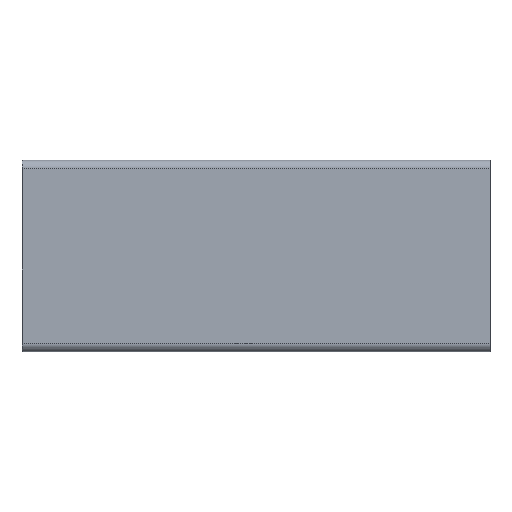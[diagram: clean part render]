
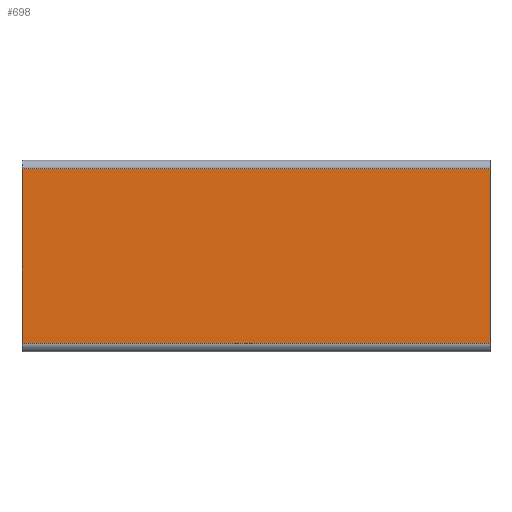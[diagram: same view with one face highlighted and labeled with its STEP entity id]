
A CAD part, top view. The second image highlights one B-rep face of the part: STEP entity #698.
In plain terms, the highlighted planar face has unit normal (0, 0, 1).
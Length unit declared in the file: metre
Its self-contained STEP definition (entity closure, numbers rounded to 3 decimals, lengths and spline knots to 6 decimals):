
#46=LINE('',#1080,#104);
#56=LINE('',#1115,#114);
#82=LINE('',#1191,#140);
#83=LINE('',#1192,#141);
#104=VECTOR('',#866,1.);
#114=VECTOR('',#892,1.);
#140=VECTOR('',#956,1.);
#141=VECTOR('',#957,1.);
#231=ORIENTED_EDGE('',*,*,#354,.F.);
#232=ORIENTED_EDGE('',*,*,#410,.T.);
#233=ORIENTED_EDGE('',*,*,#371,.T.);
#234=ORIENTED_EDGE('',*,*,#411,.T.);
#354=EDGE_CURVE('',#448,#449,#46,.T.);
#371=EDGE_CURVE('',#466,#465,#56,.T.);
#410=EDGE_CURVE('',#448,#466,#82,.F.);
#411=EDGE_CURVE('',#465,#449,#83,.T.);
#448=VERTEX_POINT('',#1079);
#449=VERTEX_POINT('',#1081);
#465=VERTEX_POINT('',#1114);
#466=VERTEX_POINT('',#1116);
#566=EDGE_LOOP('',(#231,#232,#233,#234));
#626=FACE_BOUND('',#566,.T.);
#680=PLANE('',#806);
#698=ADVANCED_FACE('',(#626),#680,.F.);
#806=AXIS2_PLACEMENT_3D('',#1190,#954,#955);
#866=DIRECTION('',(0.,1.,0.));
#892=DIRECTION('',(0.,1.,0.));
#954=DIRECTION('',(0.,0.,-1.));
#955=DIRECTION('',(1.,0.,0.));
#956=DIRECTION('',(-1.,0.,0.));
#957=DIRECTION('',(-1.,0.,0.));
#1079=CARTESIAN_POINT('',(-0.055,-0.0205,0.014));
#1080=CARTESIAN_POINT('',(-0.055,0.,0.014));
#1081=CARTESIAN_POINT('',(-0.055,0.0205,0.014));
#1114=CARTESIAN_POINT('',(0.055,0.0205,0.014));
#1115=CARTESIAN_POINT('',(0.055,0.,0.014));
#1116=CARTESIAN_POINT('',(0.055,-0.0205,0.014));
#1190=CARTESIAN_POINT('',(0.,0.,0.014));
#1191=CARTESIAN_POINT('',(0.,-0.0205,0.014));
#1192=CARTESIAN_POINT('',(-0.055,0.0205,0.014));
